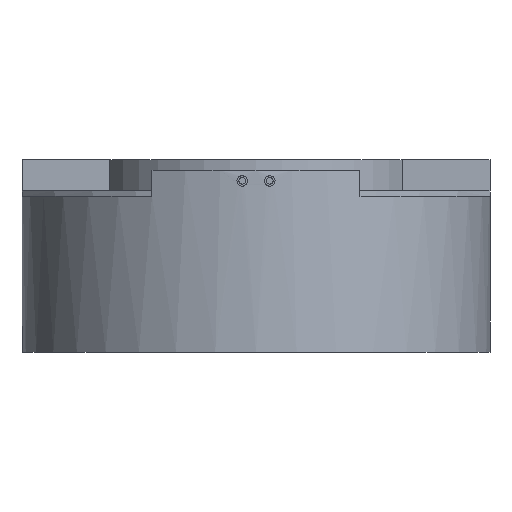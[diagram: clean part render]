
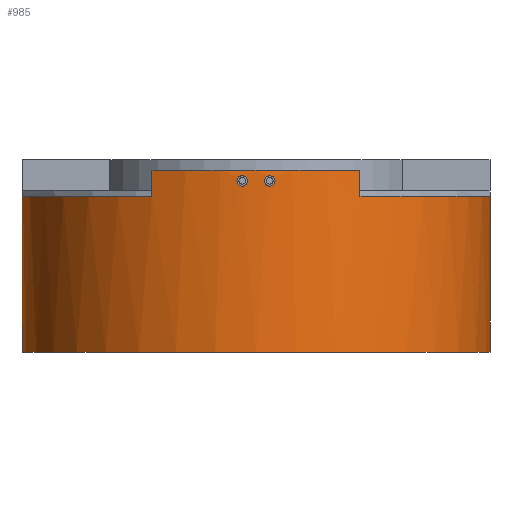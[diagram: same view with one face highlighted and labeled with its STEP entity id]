
A CAD part, left-side view. The second image highlights one B-rep face of the part: STEP entity #985.
In plain terms, the highlighted cylindrical face has radius 4.5 mm (diameter 9 mm), a partial arc.
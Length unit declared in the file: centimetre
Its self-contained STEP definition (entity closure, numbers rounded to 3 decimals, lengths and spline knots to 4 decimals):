
#35=VECTOR('',#1111,1.);
#41=VECTOR('',#1118,1.);
#55=VECTOR('',#1156,1.);
#118=VECTOR('',#1324,1.);
#121=LINE('',#1423,#35);
#127=LINE('',#1436,#41);
#141=LINE('',#1482,#55);
#204=LINE('',#1668,#118);
#206=B_SPLINE_CURVE_WITH_KNOTS('',3,(#1338,#1339,#1340,#1341,#1342,#1343,
#1344,#1345,#1346,#1347,#1348,#1349,#1350,#1351,#1352,#1353,#1354,#1355,
#1356,#1357,#1358,#1359,#1360,#1361,#1362,#1363,#1364,#1365,#1366,#1367,
#1368,#1369,#1370,#1371),.UNSPECIFIED.,.T.,.U.,(4,2,2,2,2,2,2,2,2,2,2,2,
2,2,2,2,4),(0.,0.0038,0.0075,0.0113,
0.015,0.0188,0.0226,0.0263,
0.0301,0.0338,0.0376,0.0414,
0.0451,0.0489,0.0527,0.0564,
0.0602),.UNSPECIFIED.);
#207=B_SPLINE_CURVE_WITH_KNOTS('',3,(#1383,#1384,#1385,#1386,#1387,#1388,
#1389,#1390,#1391,#1392,#1393,#1394,#1395,#1396,#1397,#1398,#1399,#1400,
#1401,#1402,#1403,#1404,#1405,#1406,#1407,#1408,#1409,#1410,#1411,#1412,
#1413,#1414,#1415,#1416),.UNSPECIFIED.,.T.,.U.,(4,2,2,2,2,2,2,2,2,2,2,2,
2,2,2,2,4),(0.,0.0038,0.0075,0.0113,
0.015,0.0188,0.0226,0.0263,
0.0301,0.0338,0.0376,0.0414,
0.0451,0.0489,0.0527,0.0564,
0.0602),.UNSPECIFIED.);
#247=VERTEX_POINT('',#1372);
#251=VERTEX_POINT('',#1417);
#253=VERTEX_POINT('',#1422);
#254=VERTEX_POINT('',#1424);
#256=VERTEX_POINT('',#1430);
#259=VERTEX_POINT('',#1435);
#260=VERTEX_POINT('',#1444);
#261=VERTEX_POINT('',#1446);
#276=VERTEX_POINT('',#1481);
#277=VERTEX_POINT('',#1483);
#282=VERTEX_POINT('',#1494);
#331=VERTEX_POINT('',#1648);
#342=CIRCLE('',#1006,0.45);
#343=CIRCLE('',#1008,0.45);
#374=CIRCLE('',#1074,0.45);
#380=EDGE_CURVE('',#247,#247,#206,.T.);
#384=EDGE_CURVE('',#251,#251,#207,.T.);
#386=EDGE_CURVE('',#254,#253,#121,.T.);
#392=EDGE_CURVE('',#259,#256,#127,.T.);
#395=EDGE_CURVE('',#253,#256,#342,.T.);
#396=EDGE_CURVE('',#260,#254,#343,.T.);
#398=EDGE_CURVE('',#259,#261,#343,.T.);
#417=EDGE_CURVE('',#277,#276,#141,.T.);
#424=EDGE_CURVE('',#282,#260,#343,.T.);
#427=EDGE_CURVE('',#261,#277,#343,.T.);
#502=EDGE_CURVE('',#276,#331,#374,.T.);
#511=EDGE_CURVE('',#282,#331,#204,.T.);
#755=ORIENTED_EDGE('',*,*,#380,.T.);
#756=ORIENTED_EDGE('',*,*,#384,.T.);
#757=ORIENTED_EDGE('',*,*,#424,.T.);
#758=ORIENTED_EDGE('',*,*,#396,.T.);
#759=ORIENTED_EDGE('',*,*,#386,.T.);
#760=ORIENTED_EDGE('',*,*,#395,.T.);
#761=ORIENTED_EDGE('',*,*,#392,.F.);
#762=ORIENTED_EDGE('',*,*,#398,.T.);
#763=ORIENTED_EDGE('',*,*,#427,.T.);
#764=ORIENTED_EDGE('',*,*,#417,.T.);
#765=ORIENTED_EDGE('',*,*,#502,.T.);
#766=ORIENTED_EDGE('',*,*,#511,.F.);
#852=EDGE_LOOP('',(#755));
#853=EDGE_LOOP('',(#756));
#854=EDGE_LOOP('',(#757,#758,#759,#760,#761,#762,#763,#764,#765,#766));
#924=FACE_BOUND('',#852,.T.);
#925=FACE_BOUND('',#853,.T.);
#926=FACE_BOUND('',#854,.T.);
#985=ADVANCED_FACE('',(#924,#925,#926),#1690,.T.);
#1006=AXIS2_PLACEMENT_3D('',#1441,#1123,#1124);
#1008=AXIS2_PLACEMENT_3D('',#1443,#1126,#1127);
#1074=AXIS2_PLACEMENT_3D('',#1650,#1304,#1305);
#1082=AXIS2_PLACEMENT_3D('',#1667,#1322,#1323);
#1111=DIRECTION('',(0.,0.,1.));
#1118=DIRECTION('',(0.,0.,1.));
#1123=DIRECTION('',(0.,0.,-1.));
#1124=DIRECTION('',(0.45,0.,0.));
#1126=DIRECTION('',(0.,0.,-1.));
#1127=DIRECTION('',(-0.318,-0.318,0.));
#1156=DIRECTION('',(0.,0.,-1.));
#1304=DIRECTION('',(0.,0.,1.));
#1305=DIRECTION('',(-0.45,0.,0.));
#1322=DIRECTION('',(0.,0.,1.));
#1323=DIRECTION('',(-0.318,0.318,0.));
#1324=DIRECTION('',(0.,0.,-1.));
#1338=CARTESIAN_POINT('',(0.0015,0.4134,0.2794));
#1339=CARTESIAN_POINT('',(0.0015,0.4134,0.2782));
#1340=CARTESIAN_POINT('',(0.0015,0.4137,0.2768));
#1341=CARTESIAN_POINT('',(0.0014,0.4147,0.2744));
#1342=CARTESIAN_POINT('',(0.0013,0.4155,0.2733));
#1343=CARTESIAN_POINT('',(0.0012,0.4172,0.2715));
#1344=CARTESIAN_POINT('',(0.0011,0.4184,0.2707));
#1345=CARTESIAN_POINT('',(0.0009,0.4208,0.2697));
#1346=CARTESIAN_POINT('',(0.0009,0.4221,0.2695));
#1347=CARTESIAN_POINT('',(0.0007,0.4247,0.2695));
#1348=CARTESIAN_POINT('',(0.0006,0.426,0.2697));
#1349=CARTESIAN_POINT('',(0.0005,0.4284,0.2707));
#1350=CARTESIAN_POINT('',(0.0005,0.4296,0.2715));
#1351=CARTESIAN_POINT('',(0.0004,0.4313,0.2733));
#1352=CARTESIAN_POINT('',(0.0004,0.4321,0.2744));
#1353=CARTESIAN_POINT('',(0.0003,0.4331,0.2768));
#1354=CARTESIAN_POINT('',(0.0003,0.4334,0.2782));
#1355=CARTESIAN_POINT('',(0.0003,0.4334,0.2807));
#1356=CARTESIAN_POINT('',(0.0003,0.4331,0.282));
#1357=CARTESIAN_POINT('',(0.0004,0.4321,0.2845));
#1358=CARTESIAN_POINT('',(0.0004,0.4313,0.2856));
#1359=CARTESIAN_POINT('',(0.0005,0.4296,0.2874));
#1360=CARTESIAN_POINT('',(0.0005,0.4284,0.2881));
#1361=CARTESIAN_POINT('',(0.0006,0.426,0.2891));
#1362=CARTESIAN_POINT('',(0.0007,0.4247,0.2894));
#1363=CARTESIAN_POINT('',(0.0009,0.4221,0.2894));
#1364=CARTESIAN_POINT('',(0.0009,0.4208,0.2891));
#1365=CARTESIAN_POINT('',(0.0011,0.4184,0.2881));
#1366=CARTESIAN_POINT('',(0.0012,0.4172,0.2874));
#1367=CARTESIAN_POINT('',(0.0013,0.4155,0.2856));
#1368=CARTESIAN_POINT('',(0.0014,0.4147,0.2845));
#1369=CARTESIAN_POINT('',(0.0015,0.4137,0.282));
#1370=CARTESIAN_POINT('',(0.0015,0.4134,0.2807));
#1371=CARTESIAN_POINT('',(0.0015,0.4134,0.2794));
#1372=CARTESIAN_POINT('',(0.0015,0.4134,0.2794));
#1383=CARTESIAN_POINT('',(0.0003,0.4666,0.2794));
#1384=CARTESIAN_POINT('',(0.0003,0.4666,0.2782));
#1385=CARTESIAN_POINT('',(0.0003,0.4669,0.2768));
#1386=CARTESIAN_POINT('',(0.0004,0.4679,0.2744));
#1387=CARTESIAN_POINT('',(0.0004,0.4687,0.2733));
#1388=CARTESIAN_POINT('',(0.0005,0.4704,0.2715));
#1389=CARTESIAN_POINT('',(0.0005,0.4716,0.2707));
#1390=CARTESIAN_POINT('',(0.0006,0.474,0.2697));
#1391=CARTESIAN_POINT('',(0.0007,0.4753,0.2695));
#1392=CARTESIAN_POINT('',(0.0009,0.4779,0.2695));
#1393=CARTESIAN_POINT('',(0.0009,0.4792,0.2697));
#1394=CARTESIAN_POINT('',(0.0011,0.4816,0.2707));
#1395=CARTESIAN_POINT('',(0.0012,0.4828,0.2715));
#1396=CARTESIAN_POINT('',(0.0013,0.4845,0.2733));
#1397=CARTESIAN_POINT('',(0.0014,0.4853,0.2744));
#1398=CARTESIAN_POINT('',(0.0015,0.4863,0.2768));
#1399=CARTESIAN_POINT('',(0.0015,0.4866,0.2782));
#1400=CARTESIAN_POINT('',(0.0015,0.4866,0.2807));
#1401=CARTESIAN_POINT('',(0.0015,0.4863,0.282));
#1402=CARTESIAN_POINT('',(0.0014,0.4853,0.2845));
#1403=CARTESIAN_POINT('',(0.0013,0.4845,0.2856));
#1404=CARTESIAN_POINT('',(0.0012,0.4828,0.2874));
#1405=CARTESIAN_POINT('',(0.0011,0.4816,0.2881));
#1406=CARTESIAN_POINT('',(0.0009,0.4792,0.2891));
#1407=CARTESIAN_POINT('',(0.0009,0.4779,0.2894));
#1408=CARTESIAN_POINT('',(0.0007,0.4753,0.2894));
#1409=CARTESIAN_POINT('',(0.0006,0.474,0.2891));
#1410=CARTESIAN_POINT('',(0.0005,0.4716,0.2881));
#1411=CARTESIAN_POINT('',(0.0005,0.4704,0.2874));
#1412=CARTESIAN_POINT('',(0.0004,0.4687,0.2856));
#1413=CARTESIAN_POINT('',(0.0004,0.4679,0.2845));
#1414=CARTESIAN_POINT('',(0.0003,0.4669,0.282));
#1415=CARTESIAN_POINT('',(0.0003,0.4666,0.2807));
#1416=CARTESIAN_POINT('',(0.0003,0.4666,0.2794));
#1417=CARTESIAN_POINT('',(0.0003,0.4666,0.2794));
#1422=CARTESIAN_POINT('',(0.0469,0.25,0.3));
#1423=CARTESIAN_POINT('',(0.0469,0.25,0.25));
#1424=CARTESIAN_POINT('',(0.0469,0.25,0.25));
#1430=CARTESIAN_POINT('',(0.0469,0.65,0.3));
#1435=CARTESIAN_POINT('',(0.0469,0.65,0.25));
#1436=CARTESIAN_POINT('',(0.0469,0.65,0.25));
#1441=CARTESIAN_POINT('',(0.45,0.45,0.3));
#1443=CARTESIAN_POINT('',(0.45,0.45,0.25));
#1444=CARTESIAN_POINT('',(0.4072,0.002,0.25));
#1446=CARTESIAN_POINT('',(0.4072,0.898,0.25));
#1481=CARTESIAN_POINT('',(0.45,0.9,-0.05));
#1482=CARTESIAN_POINT('',(0.45,0.9,0.));
#1483=CARTESIAN_POINT('',(0.45,0.9,0.25));
#1494=CARTESIAN_POINT('',(0.45,0.,0.25));
#1648=CARTESIAN_POINT('',(0.45,0.,-0.05));
#1650=CARTESIAN_POINT('',(0.45,0.45,-0.05));
#1667=CARTESIAN_POINT('',(0.45,0.45,0.));
#1668=CARTESIAN_POINT('',(0.45,0.,0.));
#1690=CYLINDRICAL_SURFACE('',#1082,0.45);
